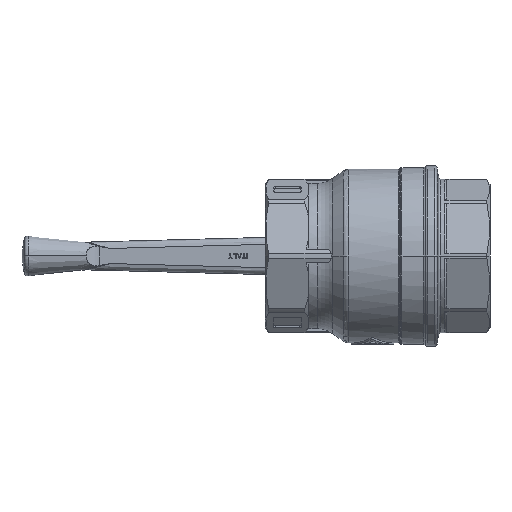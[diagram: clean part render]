
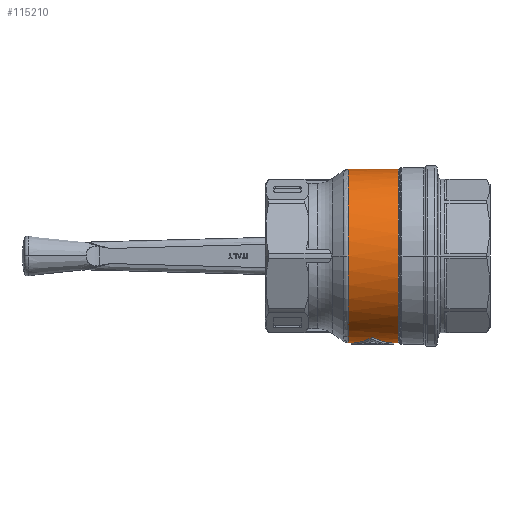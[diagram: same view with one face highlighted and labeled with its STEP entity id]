
A CAD part, front view. The second image highlights one B-rep face of the part: STEP entity #115210.
In plain terms, the highlighted cylindrical face has radius 50 mm (diameter 100 mm), a partial arc.
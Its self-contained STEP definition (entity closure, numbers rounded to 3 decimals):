
#108260=CARTESIAN_POINT('',(-16.77,48.793,
-10.918));
#108270=CARTESIAN_POINT('',(-16.369,48.666,
-11.486));
#108280=CARTESIAN_POINT('',(-15.508,48.401,
-12.579));
#108290=CARTESIAN_POINT('',(-14.21,48.032,
-13.908));
#108300=CARTESIAN_POINT('',(-12.981,47.711,
-14.965));
#108310=CARTESIAN_POINT('',(-11.513,47.357,
-16.063));
#108320=CARTESIAN_POINT('',(-9.543,46.941,
-17.245));
#108330=CARTESIAN_POINT('',(-7.419,46.591,
-18.157));
#108340=CARTESIAN_POINT('',(-5.866,46.394,
-18.647));
#108350=CARTESIAN_POINT('',(-4.962,46.298,
-18.882));
#108360=CARTESIAN_POINT('',(-4.312,46.238,
-19.029));
#108370=CARTESIAN_POINT('',(-3.694,46.189,
-19.148));
#108380=CARTESIAN_POINT('',(-2.917,46.136,
-19.275));
#108390=CARTESIAN_POINT('',(-1.547,46.069,
-19.439));
#108400=CARTESIAN_POINT('',(0.425,46.041,
-19.509));
#108410=CARTESIAN_POINT('',(2.784,46.115,
-19.33));
#108420=CARTESIAN_POINT('',(5.604,46.335,
-18.793));
#108430=CARTESIAN_POINT('',(8.76,46.78,
-17.685));
#108440=CARTESIAN_POINT('',(10.954,47.233,
-16.424));
#108450=CARTESIAN_POINT('',(11.983,47.472,
-15.697));
#108460=B_SPLINE_CURVE_WITH_KNOTS('',3,(#108260,#108270,#108280,#108290,
#108300,#108310,#108320,#108330,#108340,#108350,#108360,#108370,#108380,
#108390,#108400,#108410,#108420,#108430,#108440,#108450),.UNSPECIFIED.,
.F.,.F.,(4,1,1,1,1,1,1,1,1,1,1,1,1,1,1,1,1,4),(104.527,
106.574,108.62,109.961,111.302,
113.983,116.664,118.005,118.675,
119.346,119.908,120.469,121.593,
123.839,126.086,128.333,132.007,
135.682),.UNSPECIFIED.);
#108470=CARTESIAN_POINT('',(-16.769,48.794,
-10.917));
#108480=VERTEX_POINT('',#108470);
#108490=CARTESIAN_POINT('',(11.982,47.473,
-15.697));
#108500=VERTEX_POINT('',#108490);
#108510=EDGE_CURVE('',#108480,#108500,#108460,.T.);
#109210=CARTESIAN_POINT('',(-16.924,48.843,
-10.694));
#109220=VERTEX_POINT('',#109210);
#109250=CARTESIAN_POINT('',(-16.924,48.843,
-10.694));
#109260=CARTESIAN_POINT('',(-16.872,48.827,
-10.768));
#109270=CARTESIAN_POINT('',(-16.821,48.809,
-10.843));
#109280=CARTESIAN_POINT('',(-16.769,48.793,
-10.917));
#109290=B_SPLINE_CURVE_WITH_KNOTS('',3,(#109250,#109260,#109270,#109280)
,.UNSPECIFIED.,.F.,.F.,(4,4),(135.682,135.949),
.UNSPECIFIED.);
#109300=EDGE_CURVE('',#109220,#108480,#109290,.T.);
#111390=CARTESIAN_POINT('',(-16.924,48.844,
10.69));
#111400=VERTEX_POINT('',#111390);
#113630=CARTESIAN_POINT('',(11.982,47.472,
15.697));
#113640=VERTEX_POINT('',#113630);
#113670=CARTESIAN_POINT('',(11.983,47.472,
15.697));
#113680=CARTESIAN_POINT('',(10.954,47.233,
16.423));
#113690=CARTESIAN_POINT('',(9.309,46.893,
17.369));
#113700=CARTESIAN_POINT('',(6.952,46.525,
18.319));
#113710=CARTESIAN_POINT('',(4.973,46.285,
18.913));
#113720=CARTESIAN_POINT('',(2.789,46.115,
19.33));
#113730=CARTESIAN_POINT('',(0.43,46.041,
19.509));
#113740=CARTESIAN_POINT('',(-1.542,46.069,
19.44));
#113750=CARTESIAN_POINT('',(-2.911,46.136,
19.275));
#113760=CARTESIAN_POINT('',(-3.689,46.188,
19.149));
#113770=CARTESIAN_POINT('',(-4.307,46.237,
19.03));
#113780=CARTESIAN_POINT('',(-4.956,46.297,
18.884));
#113790=CARTESIAN_POINT('',(-5.861,46.393,
18.648));
#113800=CARTESIAN_POINT('',(-7.414,46.59,
18.159));
#113810=CARTESIAN_POINT('',(-9.538,46.94,
17.248));
#113820=CARTESIAN_POINT('',(-11.509,47.356,
16.066));
#113830=CARTESIAN_POINT('',(-12.978,47.71,
14.968));
#113840=CARTESIAN_POINT('',(-14.207,48.031,
13.911));
#113850=CARTESIAN_POINT('',(-15.506,48.4,
12.581));
#113860=CARTESIAN_POINT('',(-16.369,48.666,
11.487));
#113870=CARTESIAN_POINT('',(-16.77,48.793,
10.918));
#113880=B_SPLINE_CURVE_WITH_KNOTS('',3,(#113670,#113680,#113690,#113700,
#113710,#113720,#113730,#113740,#113750,#113760,#113770,#113780,#113790,
#113800,#113810,#113820,#113830,#113840,#113850,#113860,#113870),
.UNSPECIFIED.,.F.,.F.,(4,1,1,1,1,1,1,1,1,1,1,1,1,1,1,1,1,1,4),(
104.533,108.205,110.041,111.877,
114.124,116.37,118.617,119.74,
120.302,120.863,121.534,122.204,
123.545,126.226,128.908,130.249,
131.589,133.638,135.687),.UNSPECIFIED.);
#113890=CARTESIAN_POINT('',(-16.769,48.794,
10.917));
#113900=VERTEX_POINT('',#113890);
#113910=EDGE_CURVE('',#113640,#113900,#113880,.T.);
#114350=CARTESIAN_POINT('',(-16.769,48.793,
10.917));
#114360=CARTESIAN_POINT('',(-16.821,48.809,
10.843));
#114370=CARTESIAN_POINT('',(-16.872,48.827,
10.765));
#114380=CARTESIAN_POINT('',(-16.924,48.844,
10.69));
#114390=B_SPLINE_CURVE_WITH_KNOTS('',3,(#114350,#114360,#114370,#114380)
,.UNSPECIFIED.,.F.,.F.,(4,4),(135.687,135.954),
.UNSPECIFIED.);
#114400=EDGE_CURVE('',#113900,#111400,#114390,.T.);
#114540=CARTESIAN_POINT('',(-3.,0.,0.));
#114550=DIRECTION('',(1.,0.,0.));
#114560=DIRECTION('',(0.,-1.,0.));
#114570=AXIS2_PLACEMENT_3D('',#114540,#114550,#114560);
#114580=CYLINDRICAL_SURFACE('',#114570,50.);
#114590=CARTESIAN_POINT('',(-15.254,0.,0.));
#114600=DIRECTION('',(0.819,0.574,
0.));
#114610=DIRECTION('',(-0.574,0.819,
0.));
#114620=AXIS2_PLACEMENT_3D('',#114590,#114600,#114610);
#114630=ELLIPSE('',#114620,61.039,50.);
#114640=CARTESIAN_POINT('',(-3.,-17.5,
-46.837));
#114650=VERTEX_POINT('',#114640);
#114660=CARTESIAN_POINT('',(-15.254,0.,-50.)
);
#114670=VERTEX_POINT('',#114660);
#114680=EDGE_CURVE('',#114650,#114670,#114630,.T.);
#114690=ORIENTED_EDGE('',*,*,#114680,.F.);
#114700=CARTESIAN_POINT('',(-15.254,0.,0.));
#114710=DIRECTION('',(0.819,-0.574,
0.));
#114720=DIRECTION('',(-0.574,-0.819,
0.));
#114730=AXIS2_PLACEMENT_3D('',#114700,#114710,#114720);
#114740=ELLIPSE('',#114730,61.039,50.);
#114750=CARTESIAN_POINT('',(-3.,17.5,
-46.837));
#114760=VERTEX_POINT('',#114750);
#114770=EDGE_CURVE('',#114670,#114760,#114740,.T.);
#114780=ORIENTED_EDGE('',*,*,#114770,.F.);
#114790=CARTESIAN_POINT('',(9.254,0.,0.));
#114800=DIRECTION('',(-0.819,-0.574,
0.));
#114810=DIRECTION('',(-0.574,0.819,
0.));
#114820=AXIS2_PLACEMENT_3D('',#114790,#114800,#114810);
#114830=ELLIPSE('',#114820,61.039,50.);
#114840=CARTESIAN_POINT('',(9.254,0.,-50.)
);
#114850=VERTEX_POINT('',#114840);
#114860=EDGE_CURVE('',#114760,#114850,#114830,.T.);
#114870=ORIENTED_EDGE('',*,*,#114860,.F.);
#114880=CARTESIAN_POINT('',(9.254,0.,0.));
#114890=DIRECTION('',(-0.819,0.574,
0.));
#114900=DIRECTION('',(-0.574,-0.819,
0.));
#114910=AXIS2_PLACEMENT_3D('',#114880,#114890,#114900);
#114920=ELLIPSE('',#114910,61.039,50.);
#114930=EDGE_CURVE('',#114850,#114650,#114920,.T.);
#114940=ORIENTED_EDGE('',*,*,#114930,.F.);
#114950=EDGE_LOOP('',(#114940,#114870,#114780,#114690));
#114960=FACE_BOUND('',#114950,.T.);
#114970=CARTESIAN_POINT('',(11.982,0.,0.));
#114980=DIRECTION('',(1.,0.,0.));
#114990=DIRECTION('',(0.,-1.,0.));
#115000=AXIS2_PLACEMENT_3D('',#114970,#114980,#114990);
#115010=CIRCLE('',#115000,50.);
#115020=EDGE_CURVE('',#113640,#108500,#115010,.T.);
#115030=ORIENTED_EDGE('',*,*,#115020,.F.);
#115040=ORIENTED_EDGE('',*,*,#108510,.T.);
#115050=ORIENTED_EDGE('',*,*,#109300,.T.);
#115060=CARTESIAN_POINT('',(-16.924,0.,0.));
#115070=DIRECTION('',(-1.,0.,0.));
#115080=DIRECTION('',(0.,-1.,0.));
#115090=AXIS2_PLACEMENT_3D('',#115060,#115070,#115080);
#115100=CIRCLE('',#115090,50.);
#115110=CARTESIAN_POINT('',(-16.924,-50.,0.));
#115120=VERTEX_POINT('',#115110);
#115130=EDGE_CURVE('',#109220,#115120,#115100,.T.);
#115140=ORIENTED_EDGE('',*,*,#115130,.F.);
#115150=EDGE_CURVE('',#115120,#111400,#115100,.T.);
#115160=ORIENTED_EDGE('',*,*,#115150,.F.);
#115170=ORIENTED_EDGE('',*,*,#114400,.T.);
#115180=ORIENTED_EDGE('',*,*,#113910,.T.);
#115190=EDGE_LOOP('',(#115180,#115170,#115160,#115140,#115050,#115040,
#115030));
#115200=FACE_OUTER_BOUND('',#115190,.T.);
#115210=ADVANCED_FACE('',(#114960,#115200),#114580,.T.);
